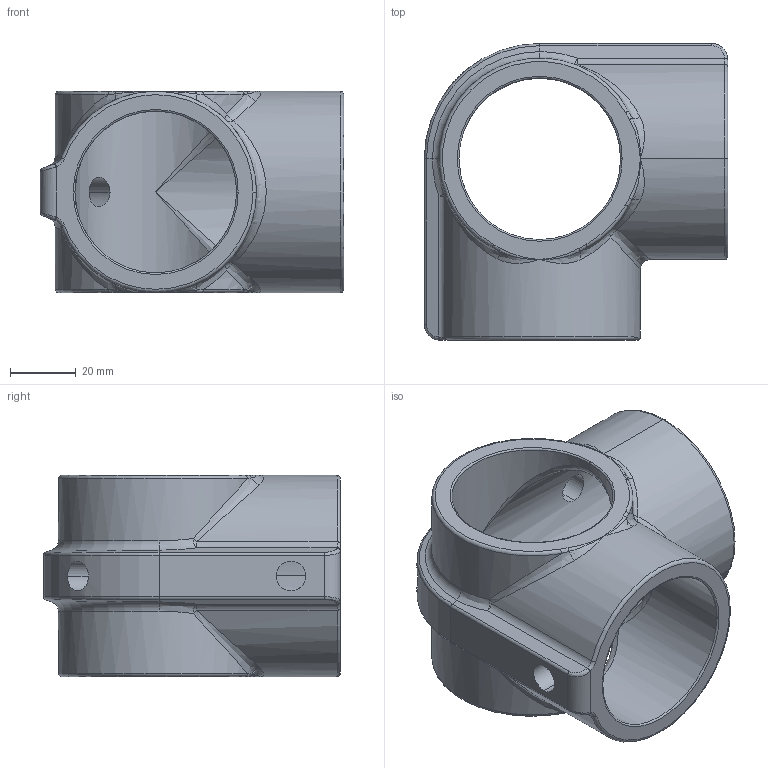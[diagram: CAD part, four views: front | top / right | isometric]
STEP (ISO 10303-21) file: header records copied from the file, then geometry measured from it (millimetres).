
FILE_DESCRIPTION (( 'STEP AP203' ), '1' );
FILE_NAME ('T194011E.STEP', '2018-07-10T14:23:54', ( '' ), ( '' ), 'SwSTEP 2.0', 'SolidWorks 2016', '' );
FILE_SCHEMA (( 'CONFIG_CONTROL_DESIGN' ));
Length unit declared in the file: millimetre
Products named in the file (1): T194011E
Bounding box: 92 x 90 x 61 mm (x, y, z)
Volume: 114185.8 mm3; surface area: 39706.2 mm2
Topology: 1 solids, 1 shells, 127 faces, 307 edges, 159 vertices
Faces by surface type: bspline 50, cylinder 32, torus 25, plane 10, sphere 8, cone 2
Entity records: 5491 total; most frequent: CARTESIAN_POINT 2945, ORIENTED_EDGE 574, DIRECTION 473, EDGE_CURVE 287, AXIS2_PLACEMENT_3D 215, VERTEX_POINT 159, CIRCLE 137, EDGE_LOOP 136
